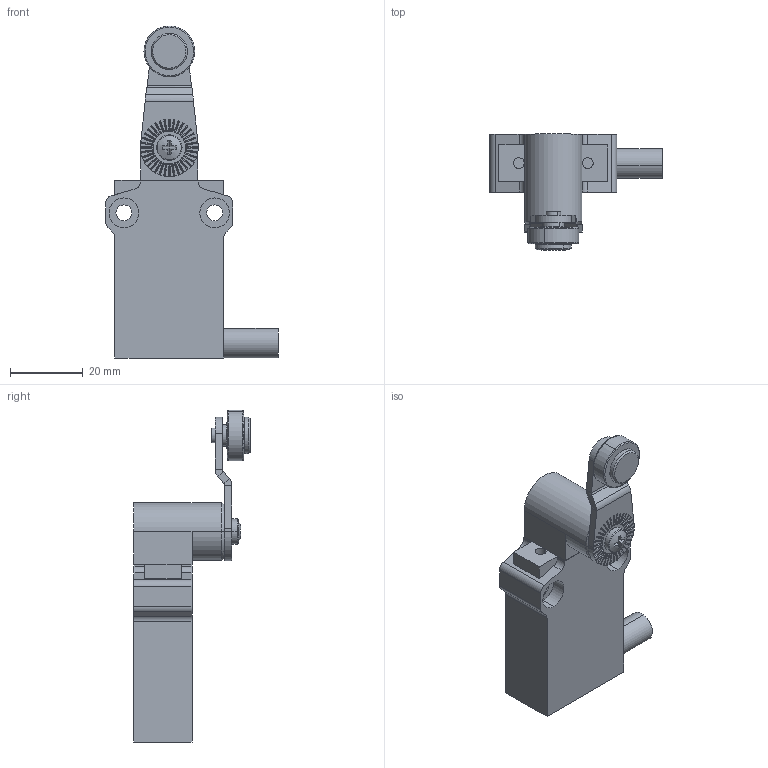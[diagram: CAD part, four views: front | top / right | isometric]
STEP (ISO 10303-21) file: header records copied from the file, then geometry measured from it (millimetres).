
FILE_DESCRIPTION (( 'STEP AP214' ), '1' );
FILE_NAME ('AEM2G4320Z11-3R.step', '2017-12-19T21:29:18', ( '' ), ( '' ), 'SwSTEP 2.0', 'SolidWorks 2017', '' );
FILE_SCHEMA (( 'AUTOMOTIVE_DESIGN' ));
Length unit declared in the file: inch
Products named in the file (1): AEM2G4320Z11-3R
Bounding box: 47.5 x 32 x 91.5 mm (x, y, z)
Volume: 30392.6 mm3; surface area: 11443.8 mm2
Topology: 7 solids, 7 shells, 543 faces, 1287 edges, 845 vertices
Faces by surface type: plane 297, cone 155, cylinder 73, bspline 18
Full cylindrical faces by diameter (mm): 3.5 x2
Entity records: 28987 total; most frequent: CARTESIAN_POINT 9814, ORIENTED_EDGE 2570, DIRECTION 2447, EDGE_CURVE 1285, AXIS2_PLACEMENT_3D 971, VERTEX_POINT 845, EDGE_LOOP 640, FACE_OUTER_BOUND 543
